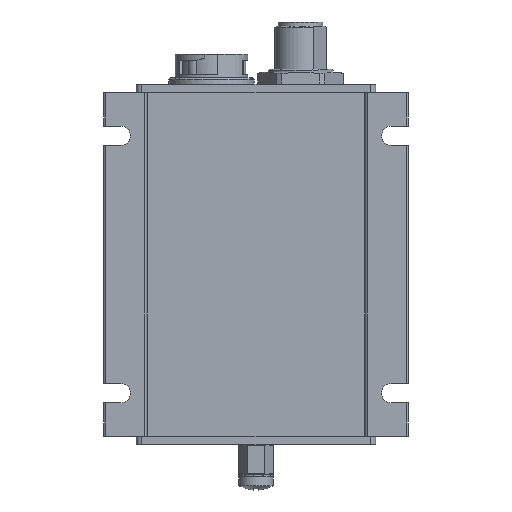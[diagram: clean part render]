
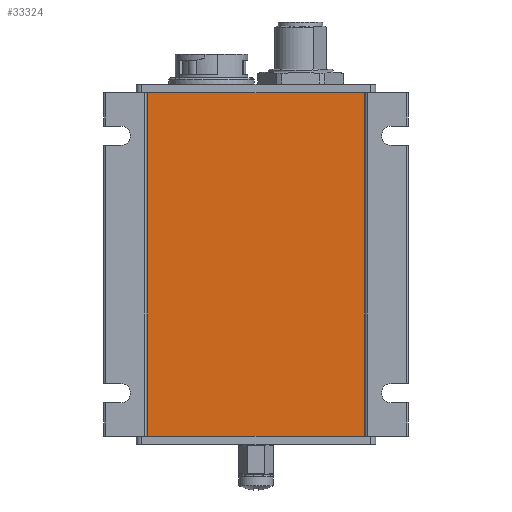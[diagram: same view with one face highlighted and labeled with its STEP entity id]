
A CAD part, front view. The second image highlights one B-rep face of the part: STEP entity #33324.
In plain terms, the highlighted planar face has unit normal (0, -1, 0).
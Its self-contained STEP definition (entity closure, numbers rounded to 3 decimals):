
#1482=PLANE('',#36053);
#2666=LINE('',#57804,#5275);
#2986=LINE('',#58797,#5595);
#3110=LINE('',#59115,#5719);
#3112=LINE('',#59118,#5721);
#5275=VECTOR('',#40483,50.6);
#5595=VECTOR('',#41463,50.6);
#5719=VECTOR('',#41829,80.);
#5721=VECTOR('',#41833,80.);
#8426=FACE_OUTER_BOUND('',#10341,.T.);
#10341=EDGE_LOOP('',(#24856,#24857,#24858,#24859));
#13752=VERTEX_POINT('',#57801);
#13753=VERTEX_POINT('',#57803);
#14095=VERTEX_POINT('',#58794);
#14096=VERTEX_POINT('',#58796);
#17371=EDGE_CURVE('',#13753,#13752,#2666,.T.);
#17870=EDGE_CURVE('',#14096,#14095,#2986,.T.);
#18036=EDGE_CURVE('',#14096,#13752,#3110,.T.);
#18038=EDGE_CURVE('',#13753,#14095,#3112,.T.);
#24856=ORIENTED_EDGE('',*,*,#18036,.F.);
#24857=ORIENTED_EDGE('',*,*,#17870,.T.);
#24858=ORIENTED_EDGE('',*,*,#18038,.F.);
#24859=ORIENTED_EDGE('',*,*,#17371,.T.);
#33324=ADVANCED_FACE('',(#8426),#1482,.T.);
#36053=AXIS2_PLACEMENT_3D('',#59133,#41861,#41862);
#40483=DIRECTION('',(1.,0.,0.));
#41463=DIRECTION('',(-1.,0.,0.));
#41829=DIRECTION('',(0.,0.,-1.));
#41833=DIRECTION('',(0.,0.,1.));
#41861=DIRECTION('center_axis',(0.,-1.,0.));
#41862=DIRECTION('ref_axis',(0.,0.,-1.));
#57801=CARTESIAN_POINT('',(25.3,-11.2,-40.));
#57803=CARTESIAN_POINT('',(-25.3,-11.2,-40.));
#57804=CARTESIAN_POINT('',(-25.3,-11.2,-40.));
#58794=CARTESIAN_POINT('',(-25.3,-11.2,40.));
#58796=CARTESIAN_POINT('',(25.3,-11.2,40.));
#58797=CARTESIAN_POINT('',(25.3,-11.2,40.));
#59115=CARTESIAN_POINT('',(25.3,-11.2,40.));
#59118=CARTESIAN_POINT('',(-25.3,-11.2,-40.));
#59133=CARTESIAN_POINT('Origin',(27.65,-11.2,0.));
